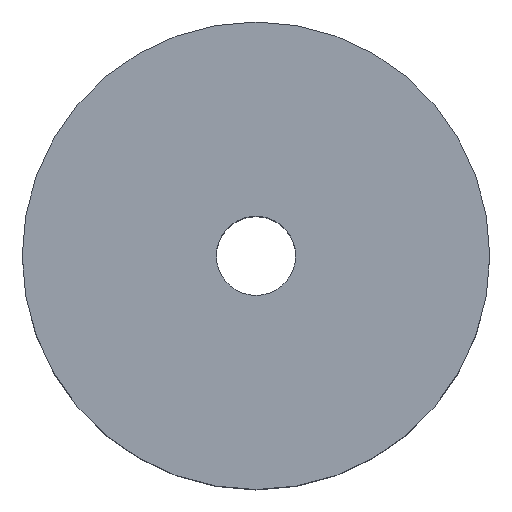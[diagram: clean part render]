
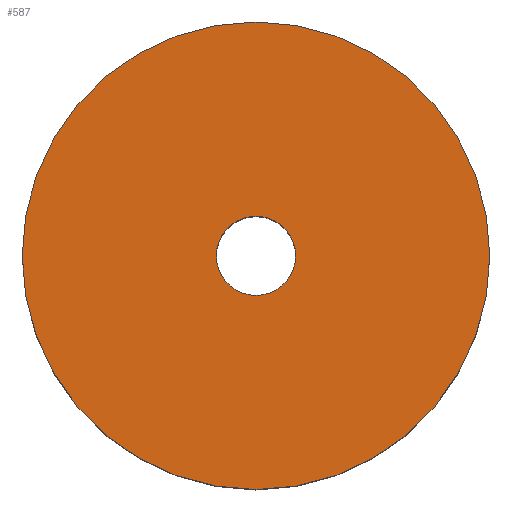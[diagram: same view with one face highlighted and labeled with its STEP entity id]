
A CAD part, top view. The second image highlights one B-rep face of the part: STEP entity #587.
In plain terms, the highlighted planar face has unit normal (0, 0, 1).
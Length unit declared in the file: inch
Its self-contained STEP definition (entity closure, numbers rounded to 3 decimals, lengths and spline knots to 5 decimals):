
#42 = EDGE_CURVE ( 'NONE', #2992, #1004, #74, .T. ) ;
#74 = CIRCLE ( 'NONE', #471, 0.25 ) ;
#79 = ORIENTED_EDGE ( 'NONE', *, *, #3355, .F. ) ;
#127 = EDGE_CURVE ( 'NONE', #1256, #2549, #4363, .T. ) ;
#138 = DIRECTION ( 'NONE',  ( 0., 0., 1. ) ) ;
#199 = FACE_BOUND ( 'NONE', #3865, .T. ) ;
#471 = AXIS2_PLACEMENT_3D ( 'NONE', #1654, #1646, #4077 ) ;
#501 = DIRECTION ( 'NONE',  ( 1., 0., 0. ) ) ;
#585 = DIRECTION ( 'NONE',  ( -1., 0., 0. ) ) ;
#587 = ADVANCED_FACE ( 'NONE', ( #199, #1795 ), #1043, .F. ) ;
#637 = DIRECTION ( 'NONE',  ( 1., 0., 0. ) ) ;
#684 = CARTESIAN_POINT ( 'NONE',  ( 0., 0., 0.75 ) ) ;
#795 = AXIS2_PLACEMENT_3D ( 'NONE', #1022, #986, #1006 ) ;
#986 = DIRECTION ( 'NONE',  ( 0., 0., 1. ) ) ;
#1004 = VERTEX_POINT ( 'NONE', #3242 ) ;
#1006 = DIRECTION ( 'NONE',  ( 1., 0., 0. ) ) ;
#1018 = AXIS2_PLACEMENT_3D ( 'NONE', #2198, #138, #501 ) ;
#1022 = CARTESIAN_POINT ( 'NONE',  ( 0., 0., 0.75 ) ) ;
#1043 = PLANE ( 'NONE',  #2064 ) ;
#1256 = VERTEX_POINT ( 'NONE', #3830 ) ;
#1328 = ORIENTED_EDGE ( 'NONE', *, *, #1803, .T. ) ;
#1425 = EDGE_LOOP ( 'NONE', ( #2740, #1328 ) ) ;
#1646 = DIRECTION ( 'NONE',  ( 0., 0., 1. ) ) ;
#1654 = CARTESIAN_POINT ( 'NONE',  ( 0., 0., 0.75 ) ) ;
#1795 = FACE_OUTER_BOUND ( 'NONE', #1425, .T. ) ;
#1803 = EDGE_CURVE ( 'NONE', #2549, #1256, #4293, .T. ) ;
#2064 = AXIS2_PLACEMENT_3D ( 'NONE', #2556, #3686, #585 ) ;
#2187 = CARTESIAN_POINT ( 'NONE',  ( -1.475, 0., 0.75 ) ) ;
#2198 = CARTESIAN_POINT ( 'NONE',  ( 0., 0., 0.75 ) ) ;
#2378 = DIRECTION ( 'NONE',  ( 0., 0., 1. ) ) ;
#2549 = VERTEX_POINT ( 'NONE', #2187 ) ;
#2556 = CARTESIAN_POINT ( 'NONE',  ( 0., -0.25, 0.75 ) ) ;
#2647 = CARTESIAN_POINT ( 'NONE',  ( 0.25, 0., 0.75 ) ) ;
#2740 = ORIENTED_EDGE ( 'NONE', *, *, #127, .T. ) ;
#2992 = VERTEX_POINT ( 'NONE', #2647 ) ;
#3242 = CARTESIAN_POINT ( 'NONE',  ( -0.25, 0., 0.75 ) ) ;
#3355 = EDGE_CURVE ( 'NONE', #1004, #2992, #3906, .T. ) ;
#3560 = ORIENTED_EDGE ( 'NONE', *, *, #42, .F. ) ;
#3686 = DIRECTION ( 'NONE',  ( 0., 0., -1. ) ) ;
#3830 = CARTESIAN_POINT ( 'NONE',  ( 1.475, 0., 0.75 ) ) ;
#3865 = EDGE_LOOP ( 'NONE', ( #3560, #79 ) ) ;
#3906 = CIRCLE ( 'NONE', #1018, 0.25 ) ;
#4077 = DIRECTION ( 'NONE',  ( 1., 0., 0. ) ) ;
#4293 = CIRCLE ( 'NONE', #4481, 1.475 ) ;
#4363 = CIRCLE ( 'NONE', #795, 1.475 ) ;
#4481 = AXIS2_PLACEMENT_3D ( 'NONE', #684, #2378, #637 ) ;
